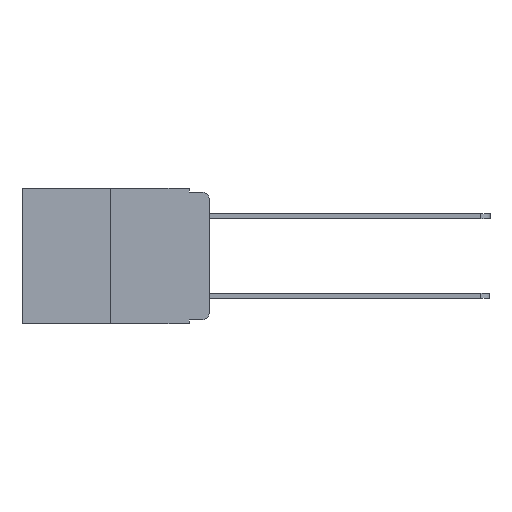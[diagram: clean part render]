
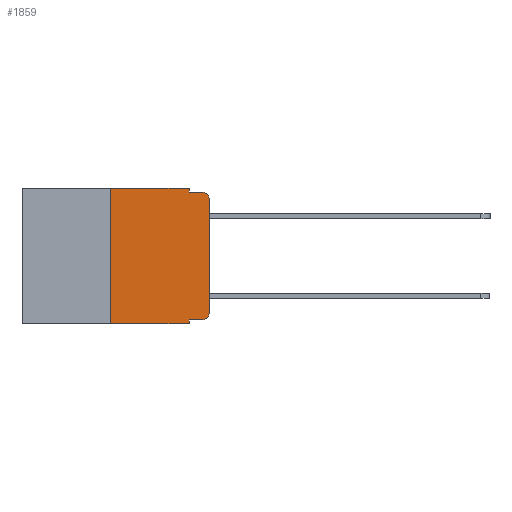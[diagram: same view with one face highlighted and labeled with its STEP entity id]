
A CAD part, left-side view. The second image highlights one B-rep face of the part: STEP entity #1859.
In plain terms, the highlighted planar face has unit normal (-1, 0, 0).
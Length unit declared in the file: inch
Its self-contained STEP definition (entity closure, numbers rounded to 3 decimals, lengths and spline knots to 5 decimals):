
#370 = VECTOR ( 'NONE', #21784, 39.37008 ) ;
#801 = CARTESIAN_POINT ( 'NONE',  ( 0., 0.051, 0. ) ) ;
#888 = ORIENTED_EDGE ( 'NONE', *, *, #8716, .F. ) ;
#1082 = AXIS2_PLACEMENT_3D ( 'NONE', #14261, #8831, #3238 ) ;
#1265 = VERTEX_POINT ( 'NONE', #7173 ) ;
#1720 = DIRECTION ( 'NONE',  ( 0., 0., 1. ) ) ;
#1859 = ADVANCED_FACE ( 'NONE', ( #12256 ), #2300, .F. ) ;
#2270 = CARTESIAN_POINT ( 'NONE',  ( 0., 0.051, -0.01 ) ) ;
#2300 = PLANE ( 'NONE',  #1082 ) ;
#2679 = EDGE_CURVE ( 'NONE', #14013, #23426, #24192, .T. ) ;
#2971 = CARTESIAN_POINT ( 'NONE',  ( 0., 0.051, -0.333 ) ) ;
#3043 = ORIENTED_EDGE ( 'NONE', *, *, #11879, .T. ) ;
#3128 = AXIS2_PLACEMENT_3D ( 'NONE', #10328, #23138, #12219 ) ;
#3238 = DIRECTION ( 'NONE',  ( 0., 0., -1. ) ) ;
#3290 = DIRECTION ( 'NONE',  ( 0., -1., 0. ) ) ;
#3975 = VECTOR ( 'NONE', #7899, 39.37008 ) ;
#4935 = DIRECTION ( 'NONE',  ( -1., 0., 0. ) ) ;
#5270 = VECTOR ( 'NONE', #3290, 39.37008 ) ;
#5344 = ORIENTED_EDGE ( 'NONE', *, *, #16466, .T. ) ;
#5375 = VERTEX_POINT ( 'NONE', #17761 ) ;
#5618 = CARTESIAN_POINT ( 'NONE',  ( 0., 0., -0.313 ) ) ;
#5716 = ORIENTED_EDGE ( 'NONE', *, *, #2679, .F. ) ;
#5768 = CIRCLE ( 'NONE', #17849, 0.02 ) ;
#5976 = CARTESIAN_POINT ( 'NONE',  ( 0., 0.051, 0. ) ) ;
#6227 = ORIENTED_EDGE ( 'NONE', *, *, #19811, .T. ) ;
#6358 = CARTESIAN_POINT ( 'NONE',  ( 0., 0.051, -0.01 ) ) ;
#6379 = CARTESIAN_POINT ( 'NONE',  ( 0., 0.25, 0. ) ) ;
#6758 = VERTEX_POINT ( 'NONE', #8155 ) ;
#7090 = VECTOR ( 'NONE', #19782, 39.37008 ) ;
#7173 = CARTESIAN_POINT ( 'NONE',  ( 0., 0.051, 0. ) ) ;
#7316 = LINE ( 'NONE', #12040, #11172 ) ;
#7899 = DIRECTION ( 'NONE',  ( 0., 0., -1. ) ) ;
#8155 = CARTESIAN_POINT ( 'NONE',  ( 0., 0.051, -0.343 ) ) ;
#8716 = EDGE_CURVE ( 'NONE', #19560, #5375, #11012, .T. ) ;
#8831 = DIRECTION ( 'NONE',  ( 1., 0., 0. ) ) ;
#9269 = CARTESIAN_POINT ( 'NONE',  ( 0., 0.25, -0.343 ) ) ;
#9599 = ORIENTED_EDGE ( 'NONE', *, *, #14452, .T. ) ;
#10165 = ORIENTED_EDGE ( 'NONE', *, *, #23186, .F. ) ;
#10240 = DIRECTION ( 'NONE',  ( 0., -1., 0. ) ) ;
#10328 = CARTESIAN_POINT ( 'NONE',  ( 0., 0.02, -0.03 ) ) ;
#11012 = LINE ( 'NONE', #6358, #19686 ) ;
#11172 = VECTOR ( 'NONE', #13934, 39.37008 ) ;
#11729 = EDGE_CURVE ( 'NONE', #18160, #6758, #15341, .T. ) ;
#11879 = EDGE_CURVE ( 'NONE', #14672, #13135, #7316, .T. ) ;
#12040 = CARTESIAN_POINT ( 'NONE',  ( 0., 0., 0. ) ) ;
#12150 = LINE ( 'NONE', #801, #7090 ) ;
#12219 = DIRECTION ( 'NONE',  ( 0., 0., -1. ) ) ;
#12256 = FACE_OUTER_BOUND ( 'NONE', #15736, .T. ) ;
#12326 = ORIENTED_EDGE ( 'NONE', *, *, #19880, .T. ) ;
#12695 = DIRECTION ( 'NONE',  ( 0., -1., 0. ) ) ;
#12937 = CARTESIAN_POINT ( 'NONE',  ( 0., 0.473, -0.343 ) ) ;
#13135 = VERTEX_POINT ( 'NONE', #16171 ) ;
#13934 = DIRECTION ( 'NONE',  ( 0., 0., 1. ) ) ;
#13975 = VECTOR ( 'NONE', #1720, 39.37008 ) ;
#14013 = VERTEX_POINT ( 'NONE', #9269 ) ;
#14261 = CARTESIAN_POINT ( 'NONE',  ( 0., 0.473, 0. ) ) ;
#14452 = EDGE_CURVE ( 'NONE', #17941, #14672, #5768, .T. ) ;
#14511 = ORIENTED_EDGE ( 'NONE', *, *, #18177, .F. ) ;
#14672 = VERTEX_POINT ( 'NONE', #5618 ) ;
#15341 = LINE ( 'NONE', #5976, #3975 ) ;
#15347 = LINE ( 'NONE', #12937, #5270 ) ;
#15736 = EDGE_LOOP ( 'NONE', ( #3043, #5344, #888, #10165, #14511, #5716, #12326, #16328, #6227, #9599 ) ) ;
#16171 = CARTESIAN_POINT ( 'NONE',  ( 0., 0., -0.03 ) ) ;
#16281 = CARTESIAN_POINT ( 'NONE',  ( 0., 0.02, -0.313 ) ) ;
#16328 = ORIENTED_EDGE ( 'NONE', *, *, #11729, .F. ) ;
#16466 = EDGE_CURVE ( 'NONE', #13135, #5375, #18578, .T. ) ;
#16490 = VECTOR ( 'NONE', #12695, 39.37008 ) ;
#17526 = CARTESIAN_POINT ( 'NONE',  ( 0., 0.02, -0.333 ) ) ;
#17761 = CARTESIAN_POINT ( 'NONE',  ( 0., 0.02, -0.01 ) ) ;
#17849 = AXIS2_PLACEMENT_3D ( 'NONE', #16281, #4935, #18109 ) ;
#17941 = VERTEX_POINT ( 'NONE', #17526 ) ;
#18109 = DIRECTION ( 'NONE',  ( 0., 0., -1. ) ) ;
#18160 = VERTEX_POINT ( 'NONE', #19832 ) ;
#18177 = EDGE_CURVE ( 'NONE', #23426, #1265, #19932, .T. ) ;
#18578 = CIRCLE ( 'NONE', #3128, 0.02 ) ;
#19560 = VERTEX_POINT ( 'NONE', #2270 ) ;
#19686 = VECTOR ( 'NONE', #10240, 39.37008 ) ;
#19782 = DIRECTION ( 'NONE',  ( 0., 0., -1. ) ) ;
#19811 = EDGE_CURVE ( 'NONE', #18160, #17941, #21302, .T. ) ;
#19832 = CARTESIAN_POINT ( 'NONE',  ( 0., 0.051, -0.333 ) ) ;
#19880 = EDGE_CURVE ( 'NONE', #14013, #6758, #15347, .T. ) ;
#19932 = LINE ( 'NONE', #19993, #370 ) ;
#19993 = CARTESIAN_POINT ( 'NONE',  ( 0., 0.473, 0. ) ) ;
#21302 = LINE ( 'NONE', #2971, #16490 ) ;
#21784 = DIRECTION ( 'NONE',  ( 0., -1., 0. ) ) ;
#23138 = DIRECTION ( 'NONE',  ( -1., 0., 0. ) ) ;
#23186 = EDGE_CURVE ( 'NONE', #1265, #19560, #12150, .T. ) ;
#23426 = VERTEX_POINT ( 'NONE', #24072 ) ;
#24072 = CARTESIAN_POINT ( 'NONE',  ( 0., 0.25, 0. ) ) ;
#24192 = LINE ( 'NONE', #6379, #13975 ) ;
